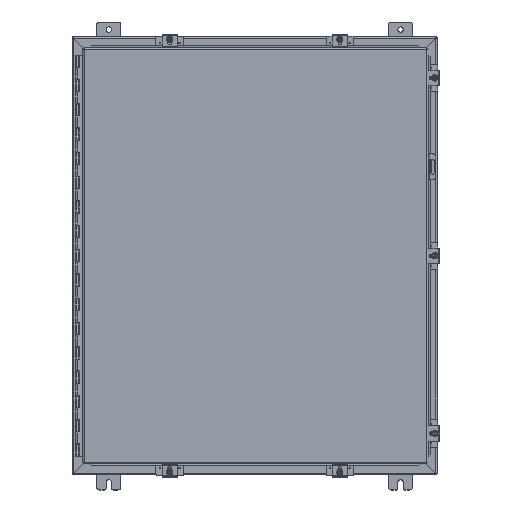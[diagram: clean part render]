
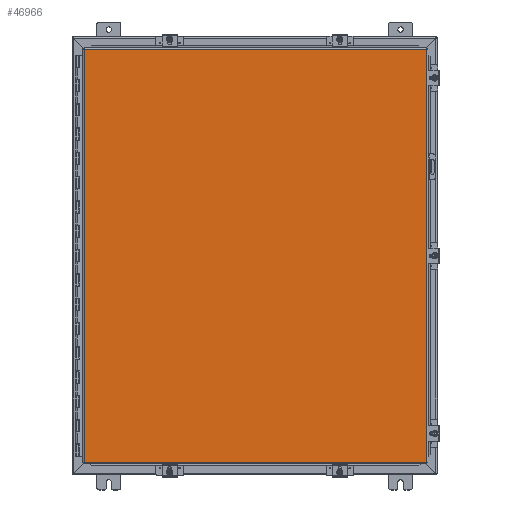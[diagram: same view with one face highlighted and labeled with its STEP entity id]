
A CAD part, top view. The second image highlights one B-rep face of the part: STEP entity #46966.
In plain terms, the highlighted face is planar.
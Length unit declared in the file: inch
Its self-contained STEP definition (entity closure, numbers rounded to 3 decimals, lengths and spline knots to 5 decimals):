
#341 = CARTESIAN_POINT ( 'NONE',  ( -7.09375, 16.9885, 0. ) ) ;
#517 = VERTEX_POINT ( 'NONE', #18880 ) ;
#1638 = EDGE_LOOP ( 'NONE', ( #14086, #14989, #15539, #15167 ) ) ;
#1924 = DIRECTION ( 'NONE',  ( 0., -1., 0. ) ) ;
#2000 = LINE ( 'NONE', #341, #10594 ) ;
#2025 = CARTESIAN_POINT ( 'NONE',  ( 14.08225, 8.49425, 0. ) ) ;
#4657 = VECTOR ( 'NONE', #1924, 39.37008 ) ;
#5035 = VECTOR ( 'NONE', #41827, 39.37008 ) ;
#5752 = DIRECTION ( 'NONE',  ( 1., 0., 0. ) ) ;
#10594 = VECTOR ( 'NONE', #5752, 39.37008 ) ;
#14086 = ORIENTED_EDGE ( 'NONE', *, *, #20438, .T. ) ;
#14989 = ORIENTED_EDGE ( 'NONE', *, *, #20232, .T. ) ;
#15167 = ORIENTED_EDGE ( 'NONE', *, *, #23538, .T. ) ;
#15539 = ORIENTED_EDGE ( 'NONE', *, *, #21134, .T. ) ;
#18880 = CARTESIAN_POINT ( 'NONE',  ( -14.08225, -16.9885, 0. ) ) ;
#20205 = CARTESIAN_POINT ( 'NONE',  ( 14.08225, 16.9885, 0. ) ) ;
#20232 = EDGE_CURVE ( 'NONE', #44270, #39385, #2000, .T. ) ;
#20438 = EDGE_CURVE ( 'NONE', #517, #44270, #41611, .T. ) ;
#21134 = EDGE_CURVE ( 'NONE', #39385, #37885, #24164, .T. ) ;
#23538 = EDGE_CURVE ( 'NONE', #37885, #517, #34490, .T. ) ;
#24164 = LINE ( 'NONE', #2025, #4657 ) ;
#26482 = AXIS2_PLACEMENT_3D ( 'NONE', #38574, #36886, #36578 ) ;
#30142 = CARTESIAN_POINT ( 'NONE',  ( 14.08225, -16.9885, 0. ) ) ;
#30771 = VECTOR ( 'NONE', #41381, 39.37008 ) ;
#34490 = LINE ( 'NONE', #41627, #5035 ) ;
#36578 = DIRECTION ( 'NONE',  ( 1., 0., 0. ) ) ;
#36886 = DIRECTION ( 'NONE',  ( 0., 0., 1. ) ) ;
#37885 = VERTEX_POINT ( 'NONE', #30142 ) ;
#38574 = CARTESIAN_POINT ( 'NONE',  ( 0., 0., 0. ) ) ;
#39385 = VERTEX_POINT ( 'NONE', #20205 ) ;
#40220 = PLANE ( 'NONE',  #26482 ) ;
#41109 = FACE_OUTER_BOUND ( 'NONE', #1638, .T. ) ;
#41381 = DIRECTION ( 'NONE',  ( 0., 1., 0. ) ) ;
#41529 = CARTESIAN_POINT ( 'NONE',  ( -14.08225, -8.49425, 0. ) ) ;
#41611 = LINE ( 'NONE', #41529, #30771 ) ;
#41627 = CARTESIAN_POINT ( 'NONE',  ( 7.04113, -16.9885, 0. ) ) ;
#41827 = DIRECTION ( 'NONE',  ( -1., 0., 0. ) ) ;
#44270 = VERTEX_POINT ( 'NONE', #47130 ) ;
#46966 = ADVANCED_FACE ( 'NONE', ( #41109 ), #40220, .F. ) ;
#47130 = CARTESIAN_POINT ( 'NONE',  ( -14.08225, 16.9885, 0. ) ) ;
